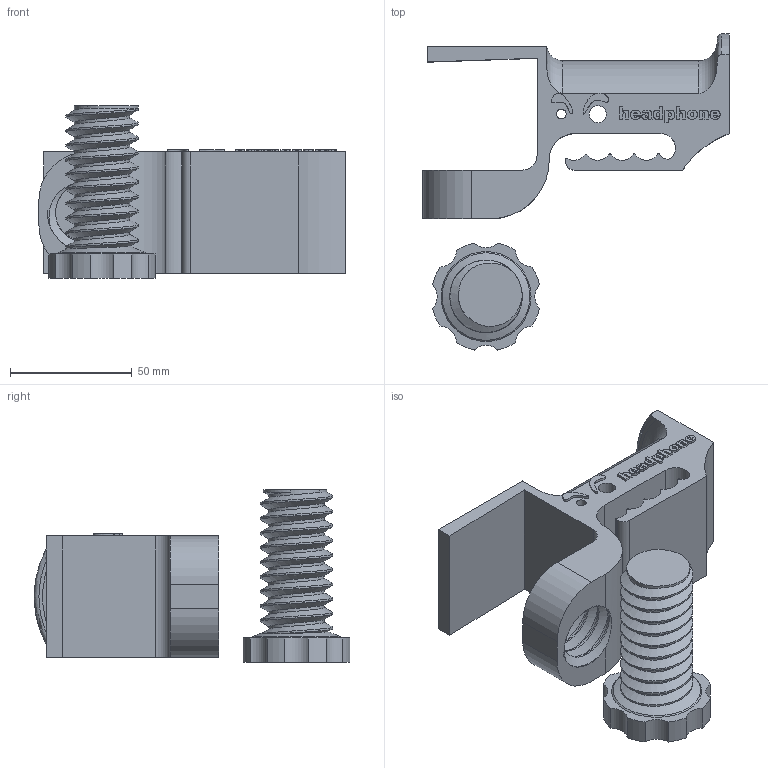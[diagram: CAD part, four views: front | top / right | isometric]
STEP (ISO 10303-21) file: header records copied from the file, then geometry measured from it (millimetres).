
FILE_DESCRIPTION(/* description */ (''),/* implementation_level */ '2;1');
FILE_NAME(/* name */ 'headphone screwOn.step',/* time_stamp */ '2016-09-06T19:26:47+12:00',/* author */ (''),/* organization */ (''),/* preprocessor_version */ 'ST-DEVELOPER v16.5',/* originating_system */ 'Autodesk Translation Framework v5.1.0.2740',/* authorisation */ '');
FILE_SCHEMA (('AUTOMOTIVE_DESIGN { 1 0 10303 214 3 1 1 }'));
Length unit declared in the file: centimetre
Products named in the file (1): headphone screwOn v12
Bounding box: 126 x 129.96 x 71 mm (x, y, z)
Volume: 222053.1 mm3; surface area: 52401.3 mm2
Topology: 2 solids, 2 shells, 490 faces, 1355 edges, 903 vertices
Faces by surface type: bspline 288, plane 154, cylinder 43, torus 3, cone 2
Full cylindrical faces by diameter (mm): 4 x1, 7 x1
Entity records: 21417 total; most frequent: CARTESIAN_POINT 10817, ORIENTED_EDGE 2700, EDGE_CURVE 1350, DIRECTION 1261, VERTEX_POINT 902, LINE 667, VECTOR 667, B_SPLINE_CURVE_WITH_KNOTS 585
